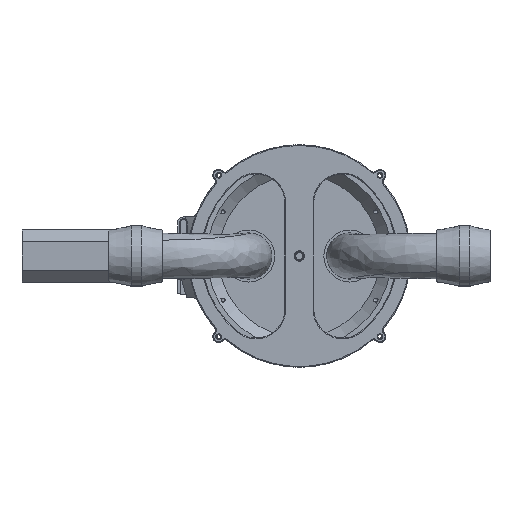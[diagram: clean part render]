
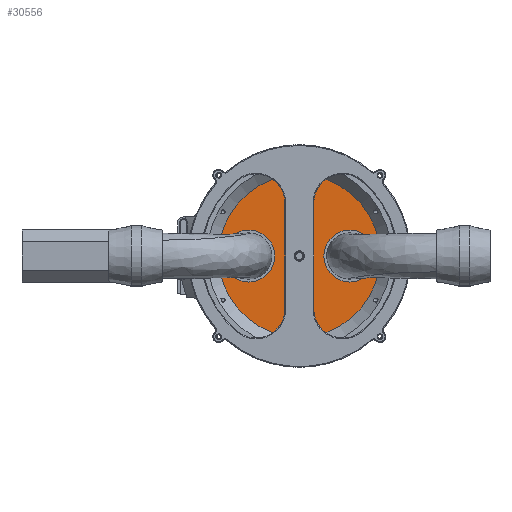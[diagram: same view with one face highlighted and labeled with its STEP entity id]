
A CAD part, front view. The second image highlights one B-rep face of the part: STEP entity #30556.
In plain terms, the highlighted planar face has unit normal (0, -1, 0).
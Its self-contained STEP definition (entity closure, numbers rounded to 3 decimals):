
#490 = VERTEX_POINT ( 'NONE', #2043 ) ;
#2043 = CARTESIAN_POINT ( 'NONE',  ( 0., 8., 7. ) ) ;
#3863 = FACE_BOUND ( 'NONE', #4403, .T. ) ;
#4403 = EDGE_LOOP ( 'NONE', ( #29854, #24918 ) ) ;
#4498 = VERTEX_POINT ( 'NONE', #9866 ) ;
#4793 = AXIS2_PLACEMENT_3D ( 'NONE', #19906, #9462, #23279 ) ;
#5139 = AXIS2_PLACEMENT_3D ( 'NONE', #26249, #15329, #12424 ) ;
#5687 = EDGE_CURVE ( 'NONE', #21381, #4498, #17809, .T. ) ;
#5994 = VERTEX_POINT ( 'NONE', #18181 ) ;
#6433 = EDGE_CURVE ( 'NONE', #29740, #26031, #29847, .T. ) ;
#6530 = FACE_BOUND ( 'NONE', #33949, .T. ) ;
#7250 = CARTESIAN_POINT ( 'NONE',  ( -35., 8., 0. ) ) ;
#7409 = FACE_BOUND ( 'NONE', #25996, .T. ) ;
#7789 = DIRECTION ( 'NONE',  ( 0., 0., -1. ) ) ;
#9462 = DIRECTION ( 'NONE',  ( 0., -1., 0. ) ) ;
#9740 = DIRECTION ( 'NONE',  ( 0., 0., -1. ) ) ;
#9866 = CARTESIAN_POINT ( 'NONE',  ( 17., 8., 0. ) ) ;
#10103 = DIRECTION ( 'NONE',  ( 0., -1., 0. ) ) ;
#10826 = CARTESIAN_POINT ( 'NONE',  ( -35., 8., 0. ) ) ;
#12424 = DIRECTION ( 'NONE',  ( 0., 0., 1. ) ) ;
#12687 = DIRECTION ( 'NONE',  ( 0., -1., 0. ) ) ;
#12993 = ORIENTED_EDGE ( 'NONE', *, *, #6433, .F. ) ;
#13476 = AXIS2_PLACEMENT_3D ( 'NONE', #33400, #28156, #16530 ) ;
#13687 = DIRECTION ( 'NONE',  ( 0., 0., 1. ) ) ;
#14045 = DIRECTION ( 'NONE',  ( 0., 1., 0. ) ) ;
#14336 = ORIENTED_EDGE ( 'NONE', *, *, #21705, .T. ) ;
#14499 = EDGE_CURVE ( 'NONE', #490, #20568, #26910, .T. ) ;
#15152 = AXIS2_PLACEMENT_3D ( 'NONE', #7250, #10103, #9740 ) ;
#15329 = DIRECTION ( 'NONE',  ( 0., 1., 0. ) ) ;
#15341 = DIRECTION ( 'NONE',  ( 0., 0., -1. ) ) ;
#15861 = AXIS2_PLACEMENT_3D ( 'NONE', #10826, #31135, #30892 ) ;
#16530 = DIRECTION ( 'NONE',  ( 0., 0., 1. ) ) ;
#16930 = DIRECTION ( 'NONE',  ( 0., 0., 1. ) ) ;
#17183 = CARTESIAN_POINT ( 'NONE',  ( 0., 8., 0. ) ) ;
#17226 = EDGE_LOOP ( 'NONE', ( #20290, #12993 ) ) ;
#17809 = CIRCLE ( 'NONE', #30734, 18. ) ;
#18181 = CARTESIAN_POINT ( 'NONE',  ( -53., 8., 0. ) ) ;
#18342 = AXIS2_PLACEMENT_3D ( 'NONE', #19345, #24622, #7789 ) ;
#18734 = CARTESIAN_POINT ( 'NONE',  ( 35., 8., 0. ) ) ;
#19345 = CARTESIAN_POINT ( 'NONE',  ( 35., 8., 0. ) ) ;
#19363 = DIRECTION ( 'NONE',  ( 0., 1., 0. ) ) ;
#19497 = CIRCLE ( 'NONE', #18342, 18. ) ;
#19906 = CARTESIAN_POINT ( 'NONE',  ( 0., 8., 0. ) ) ;
#19990 = AXIS2_PLACEMENT_3D ( 'NONE', #17183, #14045, #16930 ) ;
#20163 = PLANE ( 'NONE',  #4793 ) ;
#20176 = EDGE_CURVE ( 'NONE', #5994, #23131, #36964, .T. ) ;
#20290 = ORIENTED_EDGE ( 'NONE', *, *, #36463, .F. ) ;
#20568 = VERTEX_POINT ( 'NONE', #36076 ) ;
#21381 = VERTEX_POINT ( 'NONE', #35665 ) ;
#21705 = EDGE_CURVE ( 'NONE', #20568, #490, #25291, .T. ) ;
#23131 = VERTEX_POINT ( 'NONE', #36514 ) ;
#23279 = DIRECTION ( 'NONE',  ( 0., 0., -1. ) ) ;
#24622 = DIRECTION ( 'NONE',  ( 0., -1., 0. ) ) ;
#24918 = ORIENTED_EDGE ( 'NONE', *, *, #5687, .F. ) ;
#25291 = CIRCLE ( 'NONE', #19990, 7. ) ;
#25996 = EDGE_LOOP ( 'NONE', ( #26182, #29661 ) ) ;
#26031 = VERTEX_POINT ( 'NONE', #33460 ) ;
#26182 = ORIENTED_EDGE ( 'NONE', *, *, #20176, .F. ) ;
#26249 = CARTESIAN_POINT ( 'NONE',  ( 0., 8., 0. ) ) ;
#26910 = CIRCLE ( 'NONE', #36801, 7. ) ;
#28156 = DIRECTION ( 'NONE',  ( 0., 1., 0. ) ) ;
#29661 = ORIENTED_EDGE ( 'NONE', *, *, #32717, .F. ) ;
#29740 = VERTEX_POINT ( 'NONE', #30270 ) ;
#29847 = CIRCLE ( 'NONE', #13476, 56. ) ;
#29854 = ORIENTED_EDGE ( 'NONE', *, *, #36834, .F. ) ;
#30270 = CARTESIAN_POINT ( 'NONE',  ( 0., 8., 56. ) ) ;
#30556 = ADVANCED_FACE ( 'NONE', ( #7409, #3863, #6530, #34236 ), #20163, .T. ) ;
#30702 = CARTESIAN_POINT ( 'NONE',  ( 0., 8., 0. ) ) ;
#30734 = AXIS2_PLACEMENT_3D ( 'NONE', #18734, #12687, #15341 ) ;
#30892 = DIRECTION ( 'NONE',  ( 0., 0., -1. ) ) ;
#31135 = DIRECTION ( 'NONE',  ( 0., -1., 0. ) ) ;
#31204 = ORIENTED_EDGE ( 'NONE', *, *, #14499, .T. ) ;
#32717 = EDGE_CURVE ( 'NONE', #23131, #5994, #35962, .T. ) ;
#33346 = CIRCLE ( 'NONE', #5139, 56. ) ;
#33400 = CARTESIAN_POINT ( 'NONE',  ( 0., 8., 0. ) ) ;
#33460 = CARTESIAN_POINT ( 'NONE',  ( 0., 8., -56. ) ) ;
#33949 = EDGE_LOOP ( 'NONE', ( #31204, #14336 ) ) ;
#34236 = FACE_OUTER_BOUND ( 'NONE', #17226, .T. ) ;
#35665 = CARTESIAN_POINT ( 'NONE',  ( 53., 8., 0. ) ) ;
#35962 = CIRCLE ( 'NONE', #15152, 18. ) ;
#36076 = CARTESIAN_POINT ( 'NONE',  ( 0., 8., -7. ) ) ;
#36463 = EDGE_CURVE ( 'NONE', #26031, #29740, #33346, .T. ) ;
#36514 = CARTESIAN_POINT ( 'NONE',  ( -17., 8., 0. ) ) ;
#36801 = AXIS2_PLACEMENT_3D ( 'NONE', #30702, #19363, #13687 ) ;
#36834 = EDGE_CURVE ( 'NONE', #4498, #21381, #19497, .T. ) ;
#36964 = CIRCLE ( 'NONE', #15861, 18. ) ;
